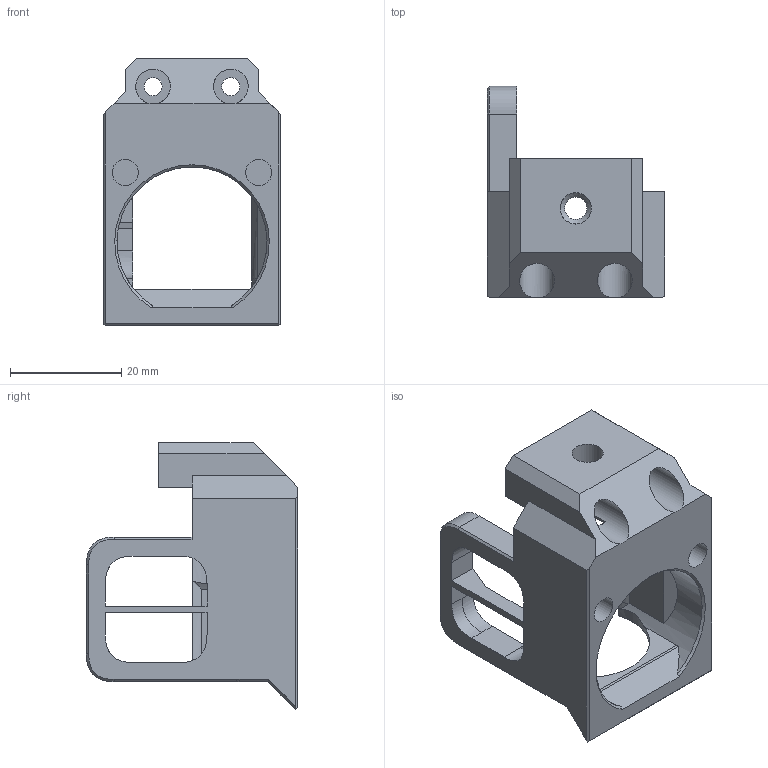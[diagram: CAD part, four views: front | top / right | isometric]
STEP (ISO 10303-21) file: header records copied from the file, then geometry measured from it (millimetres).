
FILE_DESCRIPTION(/* description */ ('STEP AP242','CAx-IF Rec.Pracs.---Representation and Presentation of Product Manufacturing Information (PMI)---4.0---2014-10-13','CAx-IF Rec.Pracs.---3D Tessellated Geometry---0.4---2014-09-14','2;1'),/* implementation_level */ '2;1');
FILE_NAME(/* name */ '636ddeffc4fb84582c10484d',/* time_stamp */ '2022-11-11T05:34:55+00:00',/* author */ (''),/* organization */ (''),/* preprocessor_version */ 'ST-DEVELOPER v18.102',/* originating_system */ ' ',/* authorisation */ ' ');
FILE_SCHEMA (('AP242_MANAGED_MODEL_BASED_3D_ENGINEERING_MIM_LF { 1 0 10303 442 1 1 4 }'));
Length unit declared in the file: metre
Products named in the file (1): Front_Clamp
Bounding box: 32 x 38 x 48.01 mm (x, y, z)
Volume: 11997.9 mm3; surface area: 7837.6 mm2
Topology: 1 solids, 1 shells, 105 faces, 305 edges, 198 vertices
Faces by surface type: plane 69, cylinder 17, bspline 12, cone 7
Full cylindrical faces by diameter (mm): 3.25 x2, 4 x1, 4.7 x2, 5.65 x1, 6.25 x2
Entity records: 3576 total; most frequent: CARTESIAN_POINT 887, ORIENTED_EDGE 588, DIRECTION 490, EDGE_CURVE 294, VERTEX_POINT 196, LINE 188, VECTOR 188, AXIS2_PLACEMENT_3D 151
